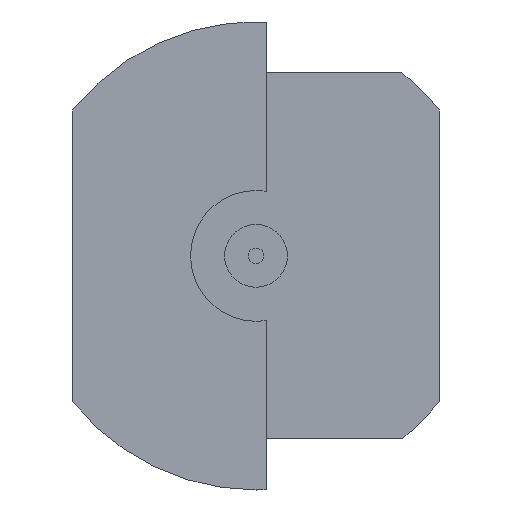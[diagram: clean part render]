
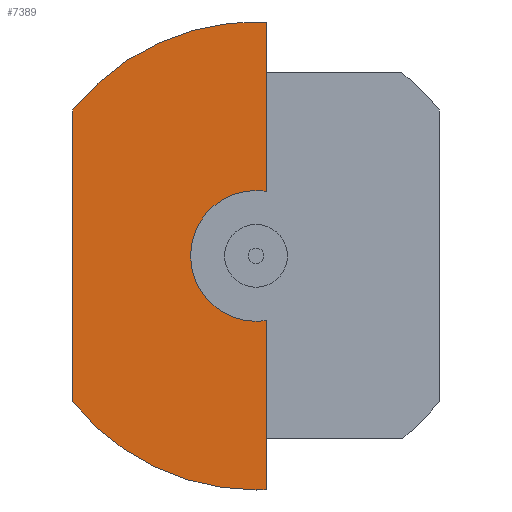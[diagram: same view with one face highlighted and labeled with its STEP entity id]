
A CAD part, left-side view. The second image highlights one B-rep face of the part: STEP entity #7389.
In plain terms, the highlighted face is planar.
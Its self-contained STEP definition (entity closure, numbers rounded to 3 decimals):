
#316 = VERTEX_POINT ( 'NONE', #1335 ) ;
#489 = DIRECTION ( 'NONE',  ( -1., 0., 0. ) ) ;
#551 = DIRECTION ( 'NONE',  ( 0., 0., 1. ) ) ;
#574 = CARTESIAN_POINT ( 'NONE',  ( -1.234, -0.2, -8. ) ) ;
#772 = EDGE_CURVE ( 'NONE', #4462, #4002, #3886, .T. ) ;
#794 = CARTESIAN_POINT ( 'NONE',  ( 0., 0., -8. ) ) ;
#824 = DIRECTION ( 'NONE',  ( -1., 0., 0. ) ) ;
#904 = VERTEX_POINT ( 'NONE', #7610 ) ;
#954 = DIRECTION ( 'NONE',  ( 0., 0., 1. ) ) ;
#1260 = ORIENTED_EDGE ( 'NONE', *, *, #5046, .F. ) ;
#1335 = CARTESIAN_POINT ( 'NONE',  ( -2.788, 3.5, -8. ) ) ;
#1409 = DIRECTION ( 'NONE',  ( 1., 0., 0. ) ) ;
#1498 = AXIS2_PLACEMENT_3D ( 'NONE', #1809, #954, #8086 ) ;
#1536 = EDGE_CURVE ( 'NONE', #316, #4462, #7593, .T. ) ;
#1736 = DIRECTION ( 'NONE',  ( 0., 0., 1. ) ) ;
#1766 = FACE_OUTER_BOUND ( 'NONE', #6388, .T. ) ;
#1768 = CARTESIAN_POINT ( 'NONE',  ( -6.075, -0.2, -8. ) ) ;
#1806 = ORIENTED_EDGE ( 'NONE', *, *, #1536, .F. ) ;
#1809 = CARTESIAN_POINT ( 'NONE',  ( 0., 0., -8. ) ) ;
#2179 = EDGE_CURVE ( 'NONE', #904, #4002, #6108, .T. ) ;
#2298 = CIRCLE ( 'NONE', #8006, 4.475 ) ;
#2561 = CIRCLE ( 'NONE', #2580, 1.25 ) ;
#2580 = AXIS2_PLACEMENT_3D ( 'NONE', #794, #1736, #8015 ) ;
#2602 = CARTESIAN_POINT ( 'NONE',  ( 4.471, -0.2, -8. ) ) ;
#2802 = ORIENTED_EDGE ( 'NONE', *, *, #2179, .T. ) ;
#2850 = DIRECTION ( 'NONE',  ( 0., 0., 1. ) ) ;
#2994 = VERTEX_POINT ( 'NONE', #8287 ) ;
#3182 = ORIENTED_EDGE ( 'NONE', *, *, #3475, .F. ) ;
#3226 = LINE ( 'NONE', #9230, #9631 ) ;
#3238 = CARTESIAN_POINT ( 'NONE',  ( 0., 0., -8. ) ) ;
#3475 = EDGE_CURVE ( 'NONE', #2994, #6758, #5809, .T. ) ;
#3846 = ORIENTED_EDGE ( 'NONE', *, *, #6025, .F. ) ;
#3886 = LINE ( 'NONE', #1768, #6709 ) ;
#3944 = DIRECTION ( 'NONE',  ( -1., 0., 0. ) ) ;
#4002 = VERTEX_POINT ( 'NONE', #574 ) ;
#4462 = VERTEX_POINT ( 'NONE', #5242 ) ;
#4662 = VECTOR ( 'NONE', #9819, 1000. ) ;
#4715 = EDGE_CURVE ( 'NONE', #9915, #7522, #2561, .T. ) ;
#4888 = CARTESIAN_POINT ( 'NONE',  ( 1.25, 0., -8. ) ) ;
#4900 = LINE ( 'NONE', #8372, #4662 ) ;
#5040 = DIRECTION ( 'NONE',  ( 1., 0., 0. ) ) ;
#5046 = EDGE_CURVE ( 'NONE', #6758, #316, #4900, .T. ) ;
#5179 = CARTESIAN_POINT ( 'NONE',  ( 0., 0., -8. ) ) ;
#5242 = CARTESIAN_POINT ( 'NONE',  ( -4.471, -0.2, -8. ) ) ;
#5515 = AXIS2_PLACEMENT_3D ( 'NONE', #5179, #2850, #489 ) ;
#5533 = CARTESIAN_POINT ( 'NONE',  ( 0., 0.6, -8. ) ) ;
#5809 = CIRCLE ( 'NONE', #7336, 4.475 ) ;
#5994 = DIRECTION ( 'NONE',  ( 1., 0., 0. ) ) ;
#6025 = EDGE_CURVE ( 'NONE', #9213, #2994, #2298, .T. ) ;
#6108 = CIRCLE ( 'NONE', #9614, 1.25 ) ;
#6231 = ORIENTED_EDGE ( 'NONE', *, *, #4715, .T. ) ;
#6247 = AXIS2_PLACEMENT_3D ( 'NONE', #5533, #7113, #3944 ) ;
#6305 = CARTESIAN_POINT ( 'NONE',  ( 2.788, 3.5, -8. ) ) ;
#6388 = EDGE_LOOP ( 'NONE', ( #7314, #6231, #7666, #2802, #9352, #1806, #1260, #3182, #3846 ) ) ;
#6709 = VECTOR ( 'NONE', #5040, 1000. ) ;
#6758 = VERTEX_POINT ( 'NONE', #6305 ) ;
#7113 = DIRECTION ( 'NONE',  ( 0., 0., -1. ) ) ;
#7314 = ORIENTED_EDGE ( 'NONE', *, *, #8273, .F. ) ;
#7336 = AXIS2_PLACEMENT_3D ( 'NONE', #9930, #7482, #5994 ) ;
#7389 = ADVANCED_FACE ( 'NONE', ( #1766 ), #8656, .T. ) ;
#7482 = DIRECTION ( 'NONE',  ( 0., 0., 1. ) ) ;
#7522 = VERTEX_POINT ( 'NONE', #4888 ) ;
#7593 = CIRCLE ( 'NONE', #1498, 4.475 ) ;
#7610 = CARTESIAN_POINT ( 'NONE',  ( -1.25, 0., -8. ) ) ;
#7666 = ORIENTED_EDGE ( 'NONE', *, *, #8186, .T. ) ;
#8006 = AXIS2_PLACEMENT_3D ( 'NONE', #9239, #551, #1409 ) ;
#8015 = DIRECTION ( 'NONE',  ( -1., 0., 0. ) ) ;
#8086 = DIRECTION ( 'NONE',  ( 1., 0., 0. ) ) ;
#8186 = EDGE_CURVE ( 'NONE', #7522, #904, #8427, .T. ) ;
#8273 = EDGE_CURVE ( 'NONE', #9915, #9213, #3226, .T. ) ;
#8287 = CARTESIAN_POINT ( 'NONE',  ( 4.475, 0., -8. ) ) ;
#8372 = CARTESIAN_POINT ( 'NONE',  ( 8.536, 3.5, -8. ) ) ;
#8427 = CIRCLE ( 'NONE', #5515, 1.25 ) ;
#8482 = DIRECTION ( 'NONE',  ( 1., 0., 0. ) ) ;
#8656 = PLANE ( 'NONE',  #6247 ) ;
#8781 = DIRECTION ( 'NONE',  ( 0., 0., 1. ) ) ;
#9213 = VERTEX_POINT ( 'NONE', #2602 ) ;
#9230 = CARTESIAN_POINT ( 'NONE',  ( -6.075, -0.2, -8. ) ) ;
#9239 = CARTESIAN_POINT ( 'NONE',  ( 0., 0., -8. ) ) ;
#9352 = ORIENTED_EDGE ( 'NONE', *, *, #772, .F. ) ;
#9614 = AXIS2_PLACEMENT_3D ( 'NONE', #3238, #8781, #824 ) ;
#9631 = VECTOR ( 'NONE', #8482, 1000. ) ;
#9819 = DIRECTION ( 'NONE',  ( -1., 0., 0. ) ) ;
#9915 = VERTEX_POINT ( 'NONE', #10058 ) ;
#9930 = CARTESIAN_POINT ( 'NONE',  ( 0., 0., -8. ) ) ;
#10058 = CARTESIAN_POINT ( 'NONE',  ( 1.234, -0.2, -8. ) ) ;
